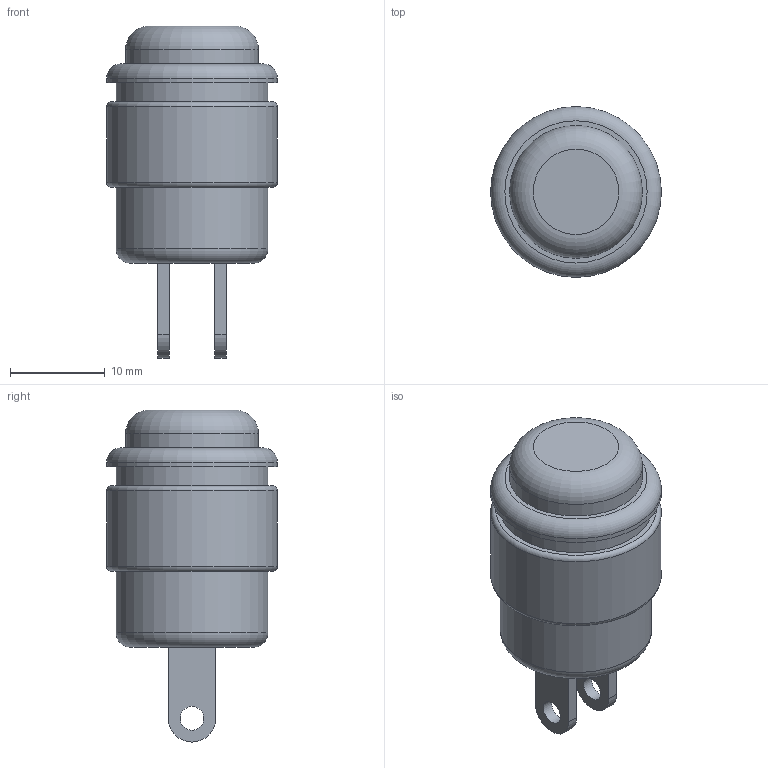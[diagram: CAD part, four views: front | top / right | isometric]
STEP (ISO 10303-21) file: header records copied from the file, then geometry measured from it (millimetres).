
FILE_DESCRIPTION(('FreeCAD Model'),'2;1');
FILE_NAME('Open CASCADE Shape Model','2025-11-27T01:19:42',('Author'),( ''),'Open CASCADE STEP processor 7.8','FreeCAD','Unknown');
FILE_SCHEMA(('AUTOMOTIVE_DESIGN { 1 0 10303 214 1 1 1 1 }'));
Length unit declared in the file: millimetre
Products named in the file (5): _6mm__Assy_Button_BLUE; 16mm__Button-Base_001; 16mm__Button-COLOR_001; Button-Terminal_001; Button-Terminal_002
Assembly tree (4 placements, depth 2):
  _6mm__Assy_Button_BLUE
    16mm__Button-Base_001
    16mm__Button-COLOR_001
    Button-Terminal_001
    Button-Terminal_002
Bounding box: 18 x 18 x 35 mm (x, y, z)
Volume: 5417.5 mm3; surface area: 2334.5 mm2
Topology: 4 solids, 4 shells, 35 faces, 67 edges, 43 vertices
Faces by surface type: plane 19, cylinder 11, torus 5
Full cylindrical faces by diameter (mm): 2.5 x2, 14 x1, 16 x2, 18 x2
Entity records: 1021 total; most frequent: DIRECTION 179, CARTESIAN_POINT 150, ORIENTED_EDGE 134, AXIS2_PLACEMENT_3D 72, EDGE_CURVE 67, VERTEX_POINT 43, FACE_BOUND 42, EDGE_LOOP 42
